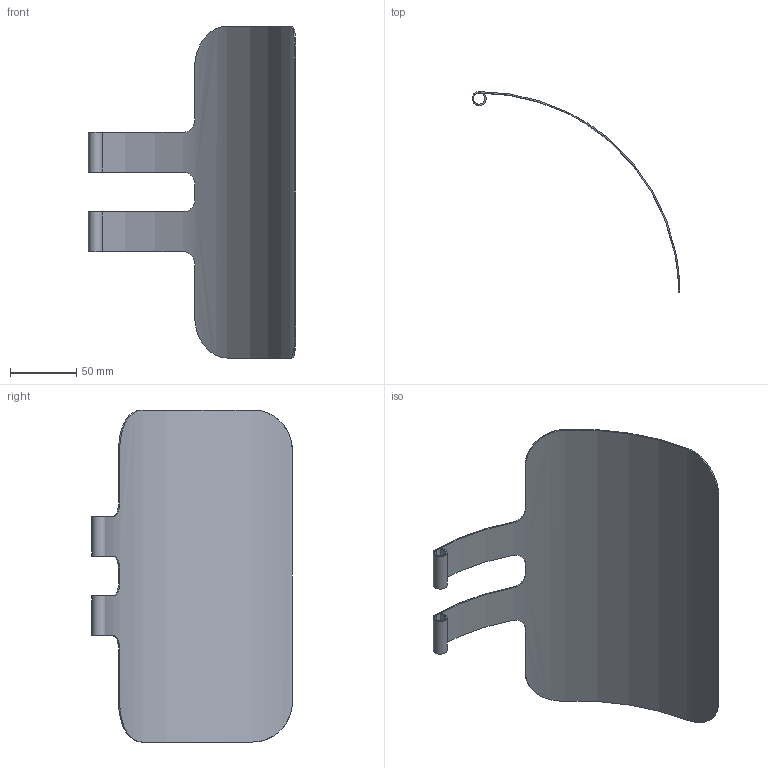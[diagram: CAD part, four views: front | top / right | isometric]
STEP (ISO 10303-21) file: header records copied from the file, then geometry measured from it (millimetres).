
FILE_DESCRIPTION (( 'STEP AP214' ), '1' );
FILE_NAME ('Pokrov.STEP', '2022-11-10T14:32:33', ( '' ), ( '' ), 'SwSTEP 2.0', 'SolidWorks 2020', '' );
FILE_SCHEMA (( 'AUTOMOTIVE_DESIGN' ));
Length unit declared in the file: millimetre
Products named in the file (1): Pokrov
Bounding box: 156.25 x 151 x 250 mm (x, y, z)
Volume: 45007.7 mm3; surface area: 91181.7 mm2
Topology: 1 solids, 1 shells, 26 faces, 72 edges, 48 vertices
Faces by surface type: cylinder 14, plane 12
Entity records: 1278 total; most frequent: CARTESIAN_POINT 587, ORIENTED_EDGE 144, DIRECTION 130, EDGE_CURVE 72, VERTEX_POINT 48, AXIS2_PLACEMENT_3D 47, VECTOR 36, LINE 36
